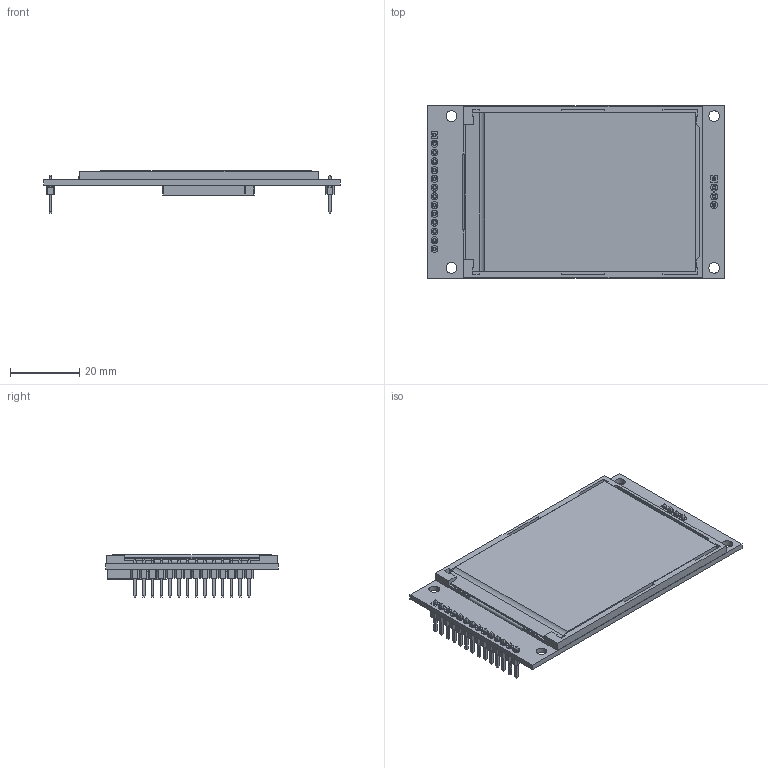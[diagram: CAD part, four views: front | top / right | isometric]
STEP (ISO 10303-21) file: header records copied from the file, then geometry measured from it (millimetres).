
FILE_DESCRIPTION(/* description */ ('model of Display_TJCTM24028-SPI'),/* implementation_level */ '2;1');
FILE_NAME(/* name */ 'Display_TJCTM24028-SPI.stp',/* time_stamp */ '2015-12-05T22:24:15',/* author */ ('Joan The Spark',''),/* organization */ (''),/* preprocessor_version */ '',/* originating_system */ '',/* authorisation */ '');
FILE_SCHEMA (('AUTOMOTIVE_DESIGN { 1 0 10303 214 3 1 1 }'));
Length unit declared in the file: millimetre
Products named in the file (1): Display_TJCTM24028-SPI
Bounding box: 86 x 50 x 12.34 mm (x, y, z)
Volume: 16373.4 mm3; surface area: 11955.4 mm2
Topology: 1 solids, 1 shells, 665 faces, 1686 edges, 1078 vertices
Faces by surface type: plane 593, cylinder 72
Full cylindrical faces by diameter (mm): 1.1 x18, 2 x16, 3.1 x4
Entity records: 19508 total; most frequent: CARTESIAN_POINT 3348, ORIENTED_EDGE 3252, DIRECTION 3102, EDGE_CURVE 1626, LINE 1482, VECTOR 1482, VERTEX_POINT 1056, AXIS2_PLACEMENT_3D 810
